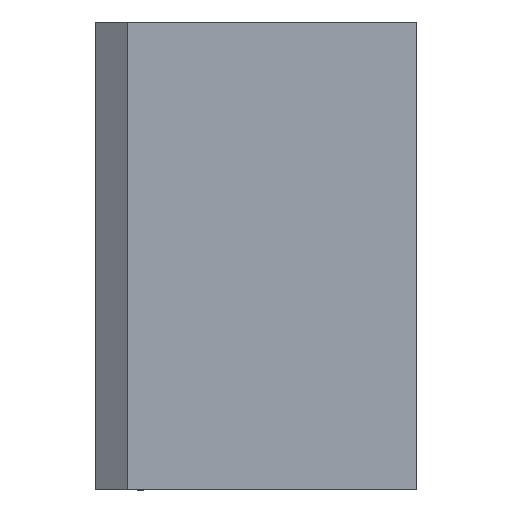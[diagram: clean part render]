
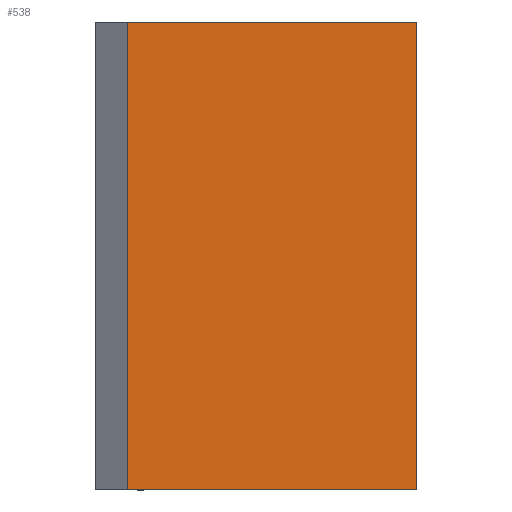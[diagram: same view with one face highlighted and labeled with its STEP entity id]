
A CAD part, left-side view. The second image highlights one B-rep face of the part: STEP entity #538.
In plain terms, the highlighted planar face has unit normal (-1, 0, 0).
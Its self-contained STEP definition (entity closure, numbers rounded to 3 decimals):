
#26 = PLANE ( 'NONE',  #87 ) ;
#85 = DIRECTION ( 'NONE',  ( 0., -1., 0. ) ) ;
#87 = AXIS2_PLACEMENT_3D ( 'NONE', #655, #978, #496 ) ;
#187 = FACE_OUTER_BOUND ( 'NONE', #999, .T. ) ;
#199 = LINE ( 'NONE', #356, #833 ) ;
#212 = VECTOR ( 'NONE', #878, 1000. ) ;
#216 = EDGE_CURVE ( 'NONE', #653, #651, #434, .T. ) ;
#276 = CARTESIAN_POINT ( 'NONE',  ( -0.8, 0., 0.4 ) ) ;
#356 = CARTESIAN_POINT ( 'NONE',  ( -0.8, 0., 0.4 ) ) ;
#419 = VECTOR ( 'NONE', #846, 1000. ) ;
#434 = LINE ( 'NONE', #759, #419 ) ;
#435 = ORIENTED_EDGE ( 'NONE', *, *, #758, .T. ) ;
#496 = DIRECTION ( 'NONE',  ( 0., 1., 0. ) ) ;
#508 = CARTESIAN_POINT ( 'NONE',  ( -0.8, 0.495, 0.4 ) ) ;
#513 = DIRECTION ( 'NONE',  ( 0., -1., 0. ) ) ;
#538 = ADVANCED_FACE ( 'NONE', ( #187 ), #26, .F. ) ;
#591 = CARTESIAN_POINT ( 'NONE',  ( -0.8, 0., -0.4 ) ) ;
#651 = VERTEX_POINT ( 'NONE', #695 ) ;
#653 = VERTEX_POINT ( 'NONE', #508 ) ;
#655 = CARTESIAN_POINT ( 'NONE',  ( -0.8, 0., 0.4 ) ) ;
#664 = EDGE_CURVE ( 'NONE', #653, #684, #199, .T. ) ;
#667 = VECTOR ( 'NONE', #85, 1000. ) ;
#684 = VERTEX_POINT ( 'NONE', #276 ) ;
#695 = CARTESIAN_POINT ( 'NONE',  ( -0.8, 0.495, -0.4 ) ) ;
#712 = CARTESIAN_POINT ( 'NONE',  ( -0.8, 0., -0.4 ) ) ;
#758 = EDGE_CURVE ( 'NONE', #651, #920, #868, .T. ) ;
#759 = CARTESIAN_POINT ( 'NONE',  ( -0.8, 0.495, 0.4 ) ) ;
#806 = EDGE_CURVE ( 'NONE', #684, #920, #862, .T. ) ;
#810 = ORIENTED_EDGE ( 'NONE', *, *, #664, .F. ) ;
#833 = VECTOR ( 'NONE', #513, 1000. ) ;
#846 = DIRECTION ( 'NONE',  ( 0., 0., -1. ) ) ;
#862 = LINE ( 'NONE', #956, #212 ) ;
#868 = LINE ( 'NONE', #712, #667 ) ;
#878 = DIRECTION ( 'NONE',  ( 0., 0., -1. ) ) ;
#920 = VERTEX_POINT ( 'NONE', #591 ) ;
#956 = CARTESIAN_POINT ( 'NONE',  ( -0.8, 0., 0.4 ) ) ;
#969 = ORIENTED_EDGE ( 'NONE', *, *, #806, .F. ) ;
#978 = DIRECTION ( 'NONE',  ( 1., 0., 0. ) ) ;
#999 = EDGE_LOOP ( 'NONE', ( #435, #969, #810, #1001 ) ) ;
#1001 = ORIENTED_EDGE ( 'NONE', *, *, #216, .T. ) ;
